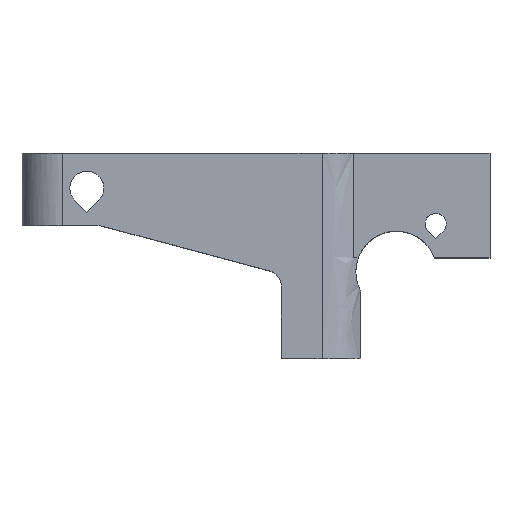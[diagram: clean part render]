
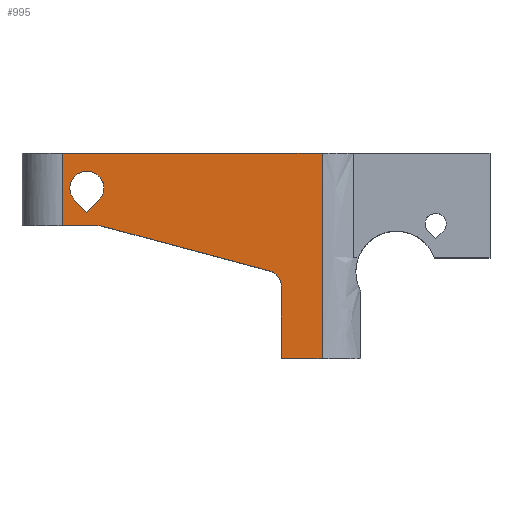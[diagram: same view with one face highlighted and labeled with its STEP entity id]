
A CAD part, top view. The second image highlights one B-rep face of the part: STEP entity #995.
In plain terms, the highlighted free-form (B-spline) face has degree [1, 1] with [2, 2] control points.
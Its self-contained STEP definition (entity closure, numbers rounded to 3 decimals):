
#104 = VERTEX_POINT('',#105);
#105 = CARTESIAN_POINT('',(-15.106,20.375,
    7.099));
#110 = EDGE_CURVE('',#111,#104,#113,.T.);
#111 = VERTEX_POINT('',#112);
#112 = CARTESIAN_POINT('',(-15.748,21.925,
    7.099));
#113 = ( BOUNDED_CURVE() B_SPLINE_CURVE(2,(#114,#115,#116),
.UNSPECIFIED.,.F.,.F.) B_SPLINE_CURVE_WITH_KNOTS((3,3),(3.142,
3.927),.PIECEWISE_BEZIER_KNOTS.) CURVE() 
GEOMETRIC_REPRESENTATION_ITEM() RATIONAL_B_SPLINE_CURVE((1.,
0.924,1.)) REPRESENTATION_ITEM('') );
#114 = CARTESIAN_POINT('',(-15.748,21.925,
    7.099));
#115 = CARTESIAN_POINT('',(-15.748,21.017,
    7.099));
#116 = CARTESIAN_POINT('',(-15.106,20.375,
    7.099));
#141 = EDGE_CURVE('',#142,#111,#144,.T.);
#142 = VERTEX_POINT('',#143);
#143 = CARTESIAN_POINT('',(-11.363,21.925,
    7.099));
#144 = ( BOUNDED_CURVE() B_SPLINE_CURVE(2,(#145,#146,#147,#148,#149),
.UNSPECIFIED.,.F.,.F.) B_SPLINE_CURVE_WITH_KNOTS((3,2,3),(0.,
1.571,3.142),.PIECEWISE_BEZIER_KNOTS.) CURVE() 
GEOMETRIC_REPRESENTATION_ITEM() RATIONAL_B_SPLINE_CURVE((1.,
0.707,1.,0.707,1.)) REPRESENTATION_ITEM('') );
#145 = CARTESIAN_POINT('',(-11.363,21.925,
    7.099));
#146 = CARTESIAN_POINT('',(-11.363,24.117,
    7.099));
#147 = CARTESIAN_POINT('',(-13.556,24.117,
    7.099));
#148 = CARTESIAN_POINT('',(-15.748,24.117,
    7.099));
#149 = CARTESIAN_POINT('',(-15.748,21.925,
    7.099));
#623 = VERTEX_POINT('',#624);
#624 = CARTESIAN_POINT('',(16.705,26.414,
    7.099));
#630 = EDGE_CURVE('',#631,#623,#633,.T.);
#631 = VERTEX_POINT('',#632);
#632 = CARTESIAN_POINT('',(16.705,0.,7.099));
#633 = B_SPLINE_CURVE_WITH_KNOTS('',1,(#634,#635),.UNSPECIFIED.,.F.,.F.,
  (2,2),(-31.75,0.381),.PIECEWISE_BEZIER_KNOTS.);
#634 = CARTESIAN_POINT('',(16.705,0.,7.099));
#635 = CARTESIAN_POINT('',(16.705,26.414,
    7.099));
#744 = VERTEX_POINT('',#745);
#745 = CARTESIAN_POINT('',(-12.169,17.122,
    7.099));
#750 = EDGE_CURVE('',#744,#751,#753,.T.);
#751 = VERTEX_POINT('',#752);
#752 = CARTESIAN_POINT('',(-16.705,17.122,
    7.099));
#753 = B_SPLINE_CURVE_WITH_KNOTS('',1,(#754,#755),.UNSPECIFIED.,.F.,.F.,
  (2,2),(-11.867,-6.35),.PIECEWISE_BEZIER_KNOTS.);
#754 = CARTESIAN_POINT('',(-12.169,17.122,
    7.099));
#755 = CARTESIAN_POINT('',(-16.705,17.122,
    7.099));
#788 = EDGE_CURVE('',#789,#631,#791,.T.);
#789 = VERTEX_POINT('',#790);
#790 = CARTESIAN_POINT('',(11.484,0.,7.099));
#791 = B_SPLINE_CURVE_WITH_KNOTS('',1,(#792,#793),.UNSPECIFIED.,.F.,.F.,
  (2,2),(40.64,46.99),.PIECEWISE_BEZIER_KNOTS.);
#792 = CARTESIAN_POINT('',(11.484,0.,7.099));
#793 = CARTESIAN_POINT('',(16.705,0.,7.099));
#995 = ADVANCED_FACE('',(#996,#1020),#1065,.F.);
#996 = FACE_BOUND('',#997,.T.);
#997 = EDGE_LOOP('',(#998,#1005,#1006,#1007,#1015));
#998 = ORIENTED_EDGE('',*,*,#999,.F.);
#999 = EDGE_CURVE('',#104,#1000,#1002,.T.);
#1000 = VERTEX_POINT('',#1001);
#1001 = CARTESIAN_POINT('',(-13.556,18.824,
    7.099));
#1002 = B_SPLINE_CURVE_WITH_KNOTS('',1,(#1003,#1004),.UNSPECIFIED.,.F.,
  .F.,(2,2),(-2.667,0.),.PIECEWISE_BEZIER_KNOTS.);
#1003 = CARTESIAN_POINT('',(-15.106,20.375,
    7.099));
#1004 = CARTESIAN_POINT('',(-13.556,18.824,
    7.099));
#1005 = ORIENTED_EDGE('',*,*,#110,.F.);
#1006 = ORIENTED_EDGE('',*,*,#141,.F.);
#1007 = ORIENTED_EDGE('',*,*,#1008,.F.);
#1008 = EDGE_CURVE('',#1009,#142,#1011,.T.);
#1009 = VERTEX_POINT('',#1010);
#1010 = CARTESIAN_POINT('',(-12.005,20.375,
    7.099));
#1011 = ( BOUNDED_CURVE() B_SPLINE_CURVE(2,(#1012,#1013,#1014),
.UNSPECIFIED.,.F.,.F.) B_SPLINE_CURVE_WITH_KNOTS((3,3),(5.498,
6.283),.PIECEWISE_BEZIER_KNOTS.) CURVE() 
GEOMETRIC_REPRESENTATION_ITEM() RATIONAL_B_SPLINE_CURVE((1.,
0.924,1.)) REPRESENTATION_ITEM('') );
#1012 = CARTESIAN_POINT('',(-12.005,20.375,
    7.099));
#1013 = CARTESIAN_POINT('',(-11.363,21.017,
    7.099));
#1014 = CARTESIAN_POINT('',(-11.363,21.925,
    7.099));
#1015 = ORIENTED_EDGE('',*,*,#1016,.F.);
#1016 = EDGE_CURVE('',#1000,#1009,#1017,.T.);
#1017 = B_SPLINE_CURVE_WITH_KNOTS('',1,(#1018,#1019),.UNSPECIFIED.,.F.,
  .F.,(2,2),(-2.667,0.),.PIECEWISE_BEZIER_KNOTS.);
#1018 = CARTESIAN_POINT('',(-13.556,18.824,
    7.099));
#1019 = CARTESIAN_POINT('',(-12.005,20.375,
    7.099));
#1020 = FACE_BOUND('',#1021,.T.);
#1021 = EDGE_LOOP('',(#1022,#1029,#1030,#1038,#1045,#1053,#1058,#1059,
    #1060));
#1022 = ORIENTED_EDGE('',*,*,#1023,.T.);
#1023 = EDGE_CURVE('',#1024,#751,#1026,.T.);
#1024 = VERTEX_POINT('',#1025);
#1025 = CARTESIAN_POINT('',(-16.705,26.414,
    7.099));
#1026 = B_SPLINE_CURVE_WITH_KNOTS('',1,(#1027,#1028),.UNSPECIFIED.,.F.,
  .F.,(2,2),(-0.381,10.922),.PIECEWISE_BEZIER_KNOTS.);
#1027 = CARTESIAN_POINT('',(-16.705,26.414,
    7.099));
#1028 = CARTESIAN_POINT('',(-16.705,17.122,
    7.099));
#1029 = ORIENTED_EDGE('',*,*,#750,.F.);
#1030 = ORIENTED_EDGE('',*,*,#1031,.T.);
#1031 = EDGE_CURVE('',#744,#1032,#1034,.T.);
#1032 = VERTEX_POINT('',#1033);
#1033 = CARTESIAN_POINT('',(-11.629,17.051,
    7.099));
#1034 = ( BOUNDED_CURVE() B_SPLINE_CURVE(2,(#1035,#1036,#1037),
.UNSPECIFIED.,.F.,.F.) B_SPLINE_CURVE_WITH_KNOTS((3,3),(1.571,
1.833),.PIECEWISE_BEZIER_KNOTS.) CURVE() 
GEOMETRIC_REPRESENTATION_ITEM() RATIONAL_B_SPLINE_CURVE((1.,
0.991,1.)) REPRESENTATION_ITEM('') );
#1035 = CARTESIAN_POINT('',(-12.169,17.122,
    7.099));
#1036 = CARTESIAN_POINT('',(-11.894,17.122,
    7.099));
#1037 = CARTESIAN_POINT('',(-11.629,17.051,
    7.099));
#1038 = ORIENTED_EDGE('',*,*,#1039,.T.);
#1039 = EDGE_CURVE('',#1032,#1040,#1042,.T.);
#1040 = VERTEX_POINT('',#1041);
#1041 = CARTESIAN_POINT('',(9.937,11.273,
    7.099));
#1042 = B_SPLINE_CURVE_WITH_KNOTS('',1,(#1043,#1044),.UNSPECIFIED.,.F.,
  .F.,(2,2),(14.947,42.105),.PIECEWISE_BEZIER_KNOTS.);
#1043 = CARTESIAN_POINT('',(-11.629,17.051,
    7.099));
#1044 = CARTESIAN_POINT('',(9.937,11.273,
    7.099));
#1045 = ORIENTED_EDGE('',*,*,#1046,.T.);
#1046 = EDGE_CURVE('',#1040,#1047,#1049,.T.);
#1047 = VERTEX_POINT('',#1048);
#1048 = CARTESIAN_POINT('',(11.484,9.256,7.099
    ));
#1049 = ( BOUNDED_CURVE() B_SPLINE_CURVE(2,(#1050,#1051,#1052),
.UNSPECIFIED.,.F.,.F.) B_SPLINE_CURVE_WITH_KNOTS((3,3),(1.833,
3.142),.PIECEWISE_BEZIER_KNOTS.) CURVE() 
GEOMETRIC_REPRESENTATION_ITEM() RATIONAL_B_SPLINE_CURVE((1.,
0.793,1.)) REPRESENTATION_ITEM('') );
#1050 = CARTESIAN_POINT('',(9.937,11.273,
    7.099));
#1051 = CARTESIAN_POINT('',(11.484,10.858,
    7.099));
#1052 = CARTESIAN_POINT('',(11.484,9.256,7.099
    ));
#1053 = ORIENTED_EDGE('',*,*,#1054,.F.);
#1054 = EDGE_CURVE('',#789,#1047,#1055,.T.);
#1055 = B_SPLINE_CURVE_WITH_KNOTS('',1,(#1056,#1057),.UNSPECIFIED.,.F.,
  .F.,(2,2),(0.,11.259),.PIECEWISE_BEZIER_KNOTS.);
#1056 = CARTESIAN_POINT('',(11.484,0.,7.099));
#1057 = CARTESIAN_POINT('',(11.484,9.256,7.099
    ));
#1058 = ORIENTED_EDGE('',*,*,#788,.T.);
#1059 = ORIENTED_EDGE('',*,*,#630,.T.);
#1060 = ORIENTED_EDGE('',*,*,#1061,.F.);
#1061 = EDGE_CURVE('',#1024,#623,#1062,.T.);
#1062 = B_SPLINE_CURVE_WITH_KNOTS('',1,(#1063,#1064),.UNSPECIFIED.,.F.,
  .F.,(2,2),(0.,40.64),.PIECEWISE_BEZIER_KNOTS.);
#1063 = CARTESIAN_POINT('',(-16.705,26.414,
    7.099));
#1064 = CARTESIAN_POINT('',(16.705,26.414,
    7.099));
#1065 = B_SPLINE_SURFACE_WITH_KNOTS('',1,1,(
    (#1066,#1067)
    ,(#1068,#1069
  )),.UNSPECIFIED.,.F.,.F.,.F.,(2,2),(2,2),(-46.99,-6.35),(-31.75,0.381)
  ,.PIECEWISE_BEZIER_KNOTS.);
#1066 = CARTESIAN_POINT('',(16.705,0.,7.099));
#1067 = CARTESIAN_POINT('',(16.705,26.414,
    7.099));
#1068 = CARTESIAN_POINT('',(-16.705,0.,7.099));
#1069 = CARTESIAN_POINT('',(-16.705,26.414,
    7.099));
